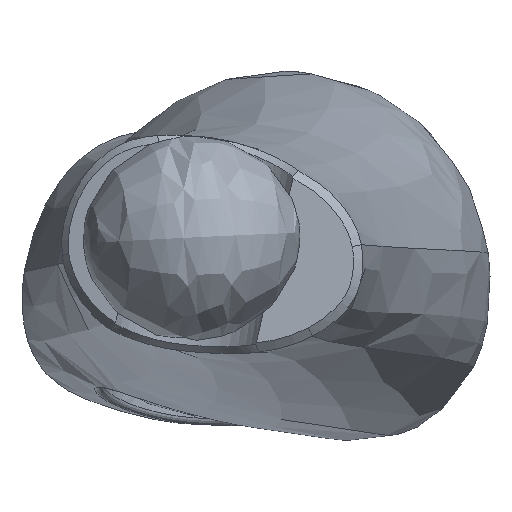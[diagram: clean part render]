
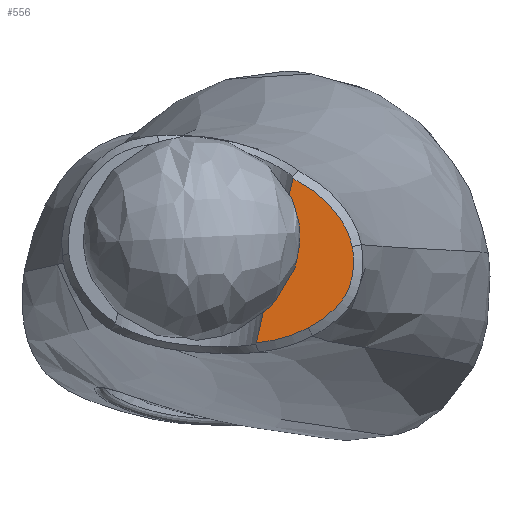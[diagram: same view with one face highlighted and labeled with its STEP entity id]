
A CAD part, front view. The second image highlights one B-rep face of the part: STEP entity #556.
In plain terms, the highlighted planar face has unit normal (-0.01, -1, 0.017).
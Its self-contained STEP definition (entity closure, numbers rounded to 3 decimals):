
#35=PLANE('',#600);
#99=FACE_OUTER_BOUND('',#135,.T.);
#135=EDGE_LOOP('',(#410,#411,#412,#413,#414,#415));
#175=B_SPLINE_CURVE_WITH_KNOTS('',3,(#1048,#1049,#1050,#1051,#1052,#1053,
#1054,#1055,#1056,#1057,#1058,#1059,#1060,#1061,#1062,#1063,#1064,#1065,
#1066,#1067,#1068,#1069),.UNSPECIFIED.,.F.,.F.,(4,2,2,2,2,2,2,2,2,2,4),
(-3.84,-3.17,-2.519,-1.922,
-1.607,-1.269,-1.086,-0.681,
-0.416,-0.231,0.),.UNSPECIFIED.);
#179=B_SPLINE_CURVE_WITH_KNOTS('',3,(#1120,#1121,#1122,#1123,#1124,#1125,
#1126,#1127,#1128,#1129),.UNSPECIFIED.,.F.,.F.,(4,3,3,4),(-15.529,
-8.735,0.285,1.943),.UNSPECIFIED.);
#181=B_SPLINE_CURVE_WITH_KNOTS('',3,(#1155,#1156,#1157,#1158,#1159,#1160,
#1161,#1162,#1163),.UNSPECIFIED.,.F.,.F.,(4,1,1,1,1,1,4),(-32.224,
-22.956,-17.951,-15.026,-10.127,
-5.066,-0.088),.UNSPECIFIED.);
#183=B_SPLINE_CURVE_WITH_KNOTS('',3,(#1205,#1206,#1207,#1208,#1209,#1210,
#1211,#1212,#1213,#1214,#1215,#1216,#1217),.UNSPECIFIED.,.F.,.F.,(4,3,3,
3,4),(-29.868,-27.411,-18.402,-6.232,
0.091),.UNSPECIFIED.);
#198=B_SPLINE_CURVE_WITH_KNOTS('',3,(#1410,#1411,#1412,#1413,#1414,#1415),
 .UNSPECIFIED.,.F.,.F.,(4,2,4),(-1.174,-0.587,0.),
 .UNSPECIFIED.);
#199=B_SPLINE_CURVE_WITH_KNOTS('',3,(#1416,#1417,#1418,#1419,#1420,#1421),
 .UNSPECIFIED.,.F.,.F.,(4,2,4),(-0.766,-0.383,0.),
 .UNSPECIFIED.);
#230=VERTEX_POINT('',#1030);
#231=VERTEX_POINT('',#1047);
#235=VERTEX_POINT('',#1117);
#236=VERTEX_POINT('',#1119);
#237=VERTEX_POINT('',#1154);
#239=VERTEX_POINT('',#1204);
#288=EDGE_CURVE('',#230,#231,#175,.T.);
#293=EDGE_CURVE('',#235,#236,#179,.T.);
#295=EDGE_CURVE('',#235,#237,#181,.T.);
#298=EDGE_CURVE('',#239,#237,#183,.T.);
#316=EDGE_CURVE('',#230,#236,#198,.T.);
#317=EDGE_CURVE('',#239,#231,#199,.T.);
#410=ORIENTED_EDGE('',*,*,#316,.T.);
#411=ORIENTED_EDGE('',*,*,#293,.F.);
#412=ORIENTED_EDGE('',*,*,#295,.T.);
#413=ORIENTED_EDGE('',*,*,#298,.F.);
#414=ORIENTED_EDGE('',*,*,#317,.T.);
#415=ORIENTED_EDGE('',*,*,#288,.F.);
#556=ADVANCED_FACE('',(#99),#35,.T.);
#600=AXIS2_PLACEMENT_3D('',#1409,#630,#631);
#630=DIRECTION('center_axis',(-0.01,-1.,0.017));
#631=DIRECTION('ref_axis',(-1.,0.01,0.));
#1030=CARTESIAN_POINT('',(19.743,-313.546,167.949));
#1047=CARTESIAN_POINT('',(27.541,-313.013,203.073));
#1048=CARTESIAN_POINT('Ctrl Pts',(19.743,-313.546,167.949));
#1049=CARTESIAN_POINT('Ctrl Pts',(21.378,-313.535,169.469));
#1050=CARTESIAN_POINT('Ctrl Pts',(22.858,-313.52,171.148));
#1051=CARTESIAN_POINT('Ctrl Pts',(25.416,-313.483,174.733));
#1052=CARTESIAN_POINT('Ctrl Pts',(26.497,-313.461,176.622));
#1053=CARTESIAN_POINT('Ctrl Pts',(28.181,-313.411,180.428));
#1054=CARTESIAN_POINT('Ctrl Pts',(28.811,-313.384,182.32));
#1055=CARTESIAN_POINT('Ctrl Pts',(29.489,-313.34,185.285));
#1056=CARTESIAN_POINT('Ctrl Pts',(29.671,-313.323,186.32));
#1057=CARTESIAN_POINT('Ctrl Pts',(29.935,-313.289,188.478));
#1058=CARTESIAN_POINT('Ctrl Pts',(30.01,-313.27,189.6));
#1059=CARTESIAN_POINT('Ctrl Pts',(30.029,-313.24,191.335));
#1060=CARTESIAN_POINT('Ctrl Pts',(30.018,-313.229,191.947));
#1061=CARTESIAN_POINT('Ctrl Pts',(29.92,-313.194,193.907));
#1062=CARTESIAN_POINT('Ctrl Pts',(29.763,-313.17,195.249));
#1063=CARTESIAN_POINT('Ctrl Pts',(29.356,-313.128,197.445));
#1064=CARTESIAN_POINT('Ctrl Pts',(29.157,-313.111,198.306));
#1065=CARTESIAN_POINT('Ctrl Pts',(28.757,-313.082,199.749));
#1066=CARTESIAN_POINT('Ctrl Pts',(28.574,-313.07,200.336));
#1067=CARTESIAN_POINT('Ctrl Pts',(28.124,-313.043,201.647));
#1068=CARTESIAN_POINT('Ctrl Pts',(27.846,-313.028,202.365));
#1069=CARTESIAN_POINT('Ctrl Pts',(27.541,-313.013,203.073));
#1117=CARTESIAN_POINT('',(34.211,-313.798,161.452));
#1119=CARTESIAN_POINT('',(17.2,-313.72,156.493));
#1120=CARTESIAN_POINT('Ctrl Pts',(34.211,-313.798,161.452));
#1121=CARTESIAN_POINT('Ctrl Pts',(32.167,-313.797,160.37));
#1122=CARTESIAN_POINT('Ctrl Pts',(30.028,-313.792,159.473));
#1123=CARTESIAN_POINT('Ctrl Pts',(27.835,-313.783,158.745));
#1124=CARTESIAN_POINT('Ctrl Pts',(24.923,-313.772,157.777));
#1125=CARTESIAN_POINT('Ctrl Pts',(21.917,-313.754,157.107));
#1126=CARTESIAN_POINT('Ctrl Pts',(18.879,-313.732,156.694));
#1127=CARTESIAN_POINT('Ctrl Pts',(18.32,-313.728,156.619));
#1128=CARTESIAN_POINT('Ctrl Pts',(17.761,-313.724,156.552));
#1129=CARTESIAN_POINT('Ctrl Pts',(17.2,-313.72,156.492));
#1154=CARTESIAN_POINT('',(48.644,-313.475,188.148));
#1155=CARTESIAN_POINT('Ctrl Pts',(34.211,-313.798,161.452));
#1156=CARTESIAN_POINT('Ctrl Pts',(36.985,-313.799,162.945));
#1157=CARTESIAN_POINT('Ctrl Pts',(41.068,-313.791,165.655));
#1158=CARTESIAN_POINT('Ctrl Pts',(45.116,-313.756,169.94));
#1159=CARTESIAN_POINT('Ctrl Pts',(47.394,-313.713,173.709));
#1160=CARTESIAN_POINT('Ctrl Pts',(48.761,-313.653,177.931));
#1161=CARTESIAN_POINT('Ctrl Pts',(49.239,-313.569,183.043));
#1162=CARTESIAN_POINT('Ctrl Pts',(48.969,-313.507,186.477));
#1163=CARTESIAN_POINT('Ctrl Pts',(48.644,-313.475,188.148));
#1204=CARTESIAN_POINT('',(29.201,-312.899,210.553));
#1205=CARTESIAN_POINT('Ctrl Pts',(29.202,-312.899,210.553));
#1206=CARTESIAN_POINT('Ctrl Pts',(29.941,-312.913,210.162));
#1207=CARTESIAN_POINT('Ctrl Pts',(30.673,-312.927,209.758));
#1208=CARTESIAN_POINT('Ctrl Pts',(31.397,-312.941,209.338));
#1209=CARTESIAN_POINT('Ctrl Pts',(34.05,-312.994,207.797));
#1210=CARTESIAN_POINT('Ctrl Pts',(36.586,-313.049,206.045));
#1211=CARTESIAN_POINT('Ctrl Pts',(38.883,-313.106,204.006));
#1212=CARTESIAN_POINT('Ctrl Pts',(41.987,-313.184,201.251));
#1213=CARTESIAN_POINT('Ctrl Pts',(44.657,-313.266,197.972));
#1214=CARTESIAN_POINT('Ctrl Pts',(46.516,-313.349,194.251));
#1215=CARTESIAN_POINT('Ctrl Pts',(47.481,-313.392,192.318));
#1216=CARTESIAN_POINT('Ctrl Pts',(48.228,-313.434,190.266));
#1217=CARTESIAN_POINT('Ctrl Pts',(48.644,-313.475,188.148));
#1409=CARTESIAN_POINT('Origin',(0.702,-311.984,247.48));
#1410=CARTESIAN_POINT('Ctrl Pts',(19.743,-313.546,167.949));
#1411=CARTESIAN_POINT('Ctrl Pts',(19.319,-313.575,166.04));
#1412=CARTESIAN_POINT('Ctrl Pts',(18.895,-313.604,164.13));
#1413=CARTESIAN_POINT('Ctrl Pts',(18.047,-313.662,160.312));
#1414=CARTESIAN_POINT('Ctrl Pts',(17.623,-313.691,158.402));
#1415=CARTESIAN_POINT('Ctrl Pts',(17.199,-313.72,156.493));
#1416=CARTESIAN_POINT('Ctrl Pts',(29.201,-312.899,210.553));
#1417=CARTESIAN_POINT('Ctrl Pts',(28.924,-312.918,209.307));
#1418=CARTESIAN_POINT('Ctrl Pts',(28.648,-312.937,208.06));
#1419=CARTESIAN_POINT('Ctrl Pts',(28.094,-312.975,205.567));
#1420=CARTESIAN_POINT('Ctrl Pts',(27.817,-312.994,204.32));
#1421=CARTESIAN_POINT('Ctrl Pts',(27.541,-313.013,203.073));
